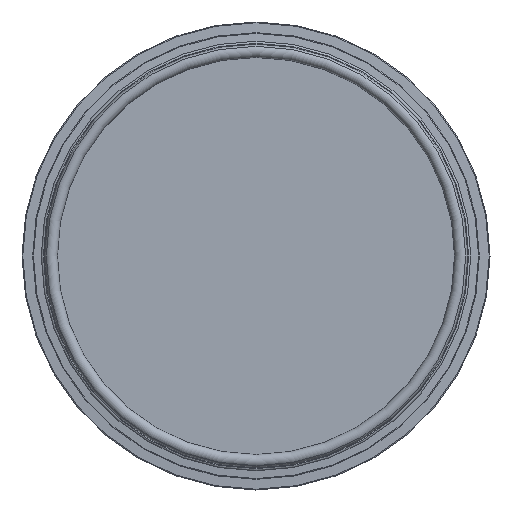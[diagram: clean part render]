
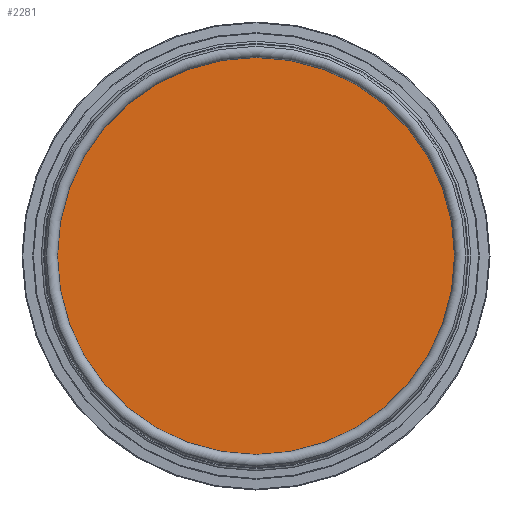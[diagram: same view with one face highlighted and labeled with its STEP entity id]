
A CAD part, front view. The second image highlights one B-rep face of the part: STEP entity #2281.
In plain terms, the highlighted planar face has unit normal (0, -1, 0).
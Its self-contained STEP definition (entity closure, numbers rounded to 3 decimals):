
#546=FACE_OUTER_BOUND('',#688,.T.);
#688=EDGE_LOOP('',(#1615));
#861=CIRCLE('',#2586,46.525);
#1002=VERTEX_POINT('',#3690);
#1224=EDGE_CURVE('',#1002,#1002,#861,.T.);
#1615=ORIENTED_EDGE('',*,*,#1224,.T.);
#2202=PLANE('',#2585);
#2281=ADVANCED_FACE('',(#546),#2202,.F.);
#2585=AXIS2_PLACEMENT_3D('',#3689,#2952,#2953);
#2586=AXIS2_PLACEMENT_3D('',#3691,#2954,#2955);
#2952=DIRECTION('center_axis',(0.,1.,0.));
#2953=DIRECTION('ref_axis',(0.,0.,1.));
#2954=DIRECTION('center_axis',(0.,-1.,0.));
#2955=DIRECTION('ref_axis',(1.,0.,0.));
#3689=CARTESIAN_POINT('Origin',(23.263,54.4,0.));
#3690=CARTESIAN_POINT('',(0.,54.4,46.525));
#3691=CARTESIAN_POINT('Origin',(0.,54.4,0.));
